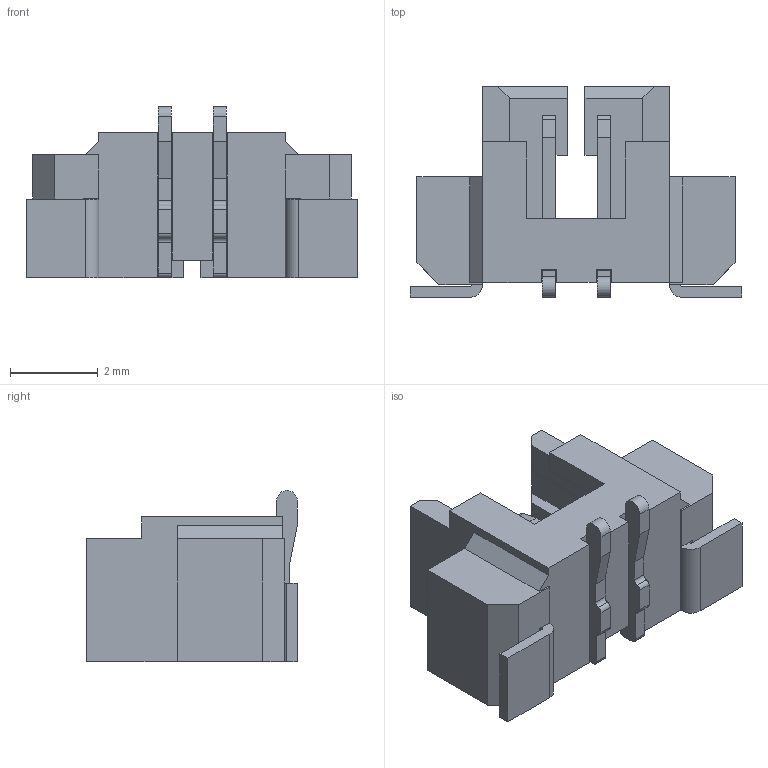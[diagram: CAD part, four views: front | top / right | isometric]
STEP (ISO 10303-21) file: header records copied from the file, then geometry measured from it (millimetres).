
FILE_DESCRIPTION (( 'STEP AP214' ), '1' );
FILE_NAME ('FWF12505-S02S24W5M-REF.STEP', '2025-11-04T03:31:08', ( '' ), ( '' ), 'SwSTEP 2.0', 'SolidWorks 2021', '' );
FILE_SCHEMA (( 'AUTOMOTIVE_DESIGN' ));
Length unit declared in the file: millimetre
Products named in the file (1): FWF12505-S02S24W5M-REF
Bounding box: 7.55 x 4.8 x 3.9 mm (x, y, z)
Volume: 55.5 mm3; surface area: 190.5 mm2
Topology: 1 solids, 1 shells, 170 faces, 488 edges, 320 vertices
Faces by surface type: plane 136, cylinder 34
Entity records: 5542 total; most frequent: CARTESIAN_POINT 979, ORIENTED_EDGE 976, DIRECTION 898, EDGE_CURVE 488, LINE 420, VECTOR 420, VERTEX_POINT 320, AXIS2_PLACEMENT_3D 239
